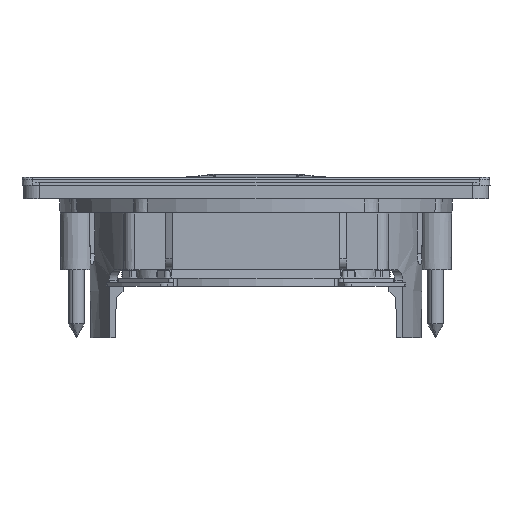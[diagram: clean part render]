
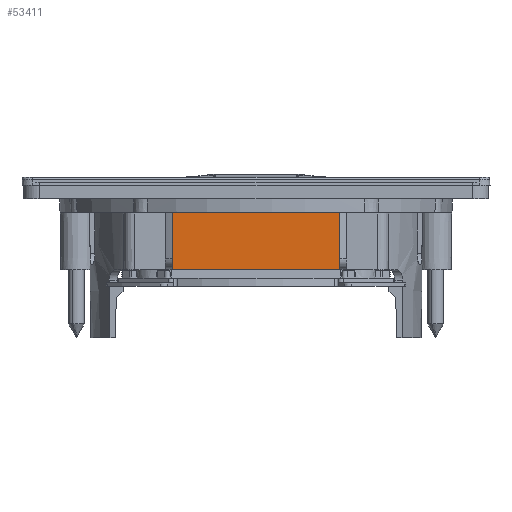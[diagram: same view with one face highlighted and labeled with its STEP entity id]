
A CAD part, front view. The second image highlights one B-rep face of the part: STEP entity #53411.
In plain terms, the highlighted planar face has unit normal (0, -1, -0.009).
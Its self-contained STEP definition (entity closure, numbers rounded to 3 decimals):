
#52705=AXIS2_PLACEMENT_3D('Plane Axis2P3D',#52702,#52703,#52704) ;
#50254=CARTESIAN_POINT('Vertex',(-15.375,-24.25,-15.5)) ;
#50258=CARTESIAN_POINT('Control Point',(-15.262,-24.363,-2.5)) ;
#50259=CARTESIAN_POINT('Control Point',(-15.375,-24.25,-15.5)) ;
#50260=CARTESIAN_POINT('Vertex',(-15.262,-24.363,-2.5)) ;
#51979=CARTESIAN_POINT('Vertex',(15.262,-24.363,-2.5)) ;
#51983=CARTESIAN_POINT('Control Point',(15.262,-24.363,-2.5)) ;
#51984=CARTESIAN_POINT('Control Point',(15.375,-24.25,-15.5)) ;
#51985=CARTESIAN_POINT('Vertex',(15.375,-24.25,-15.5)) ;
#52702=CARTESIAN_POINT('Axis2P3D Location',(0.,-24.25,-15.5)) ;
#53306=CARTESIAN_POINT('Line Origine',(0.,-24.363,-2.5)) ;
#53400=CARTESIAN_POINT('Line Origine',(0.,-24.25,-15.5)) ;
#52703=DIRECTION('Axis2P3D Direction',(0.,-1.,-0.009)) ;
#52704=DIRECTION('Axis2P3D XDirection',(1.,0.,0.)) ;
#53307=DIRECTION('Vector Direction',(1.,0.,0.)) ;
#53401=DIRECTION('Vector Direction',(1.,0.,0.)) ;
#53308=VECTOR('Line Direction',#53307,1.) ;
#53402=VECTOR('Line Direction',#53401,1.) ;
#53406=ORIENTED_EDGE('',*,*,#53404,.F.) ;
#53407=ORIENTED_EDGE('',*,*,#51987,.F.) ;
#53408=ORIENTED_EDGE('',*,*,#53310,.T.) ;
#53409=ORIENTED_EDGE('',*,*,#50262,.T.) ;
#53411=ADVANCED_FACE('Corps de pi\X2\00E8\X0\ce.15',(#53410),#52706,.T.) ;
#50257=B_SPLINE_CURVE_WITH_KNOTS('',1,(#50258,#50259),.UNSPECIFIED.,.F.,.U.,(2,2),(-6.5,6.5),.UNSPECIFIED.) ;
#51982=B_SPLINE_CURVE_WITH_KNOTS('',1,(#51983,#51984),.UNSPECIFIED.,.F.,.U.,(2,2),(-6.5,6.5),.UNSPECIFIED.) ;
#50262=EDGE_CURVE('',#50261,#50255,#50257,.T.) ;
#51987=EDGE_CURVE('',#51980,#51986,#51982,.T.) ;
#53310=EDGE_CURVE('',#51980,#50261,#53309,.F.) ;
#53404=EDGE_CURVE('',#51986,#50255,#53403,.F.) ;
#53405=EDGE_LOOP('',(#53406,#53407,#53408,#53409)) ;
#53410=FACE_OUTER_BOUND('',#53405,.T.) ;
#53309=LINE('Line',#53306,#53308) ;
#53403=LINE('Line',#53400,#53402) ;
#52706=PLANE('',#52705) ;
#50255=VERTEX_POINT('',#50254) ;
#50261=VERTEX_POINT('',#50260) ;
#51980=VERTEX_POINT('',#51979) ;
#51986=VERTEX_POINT('',#51985) ;
